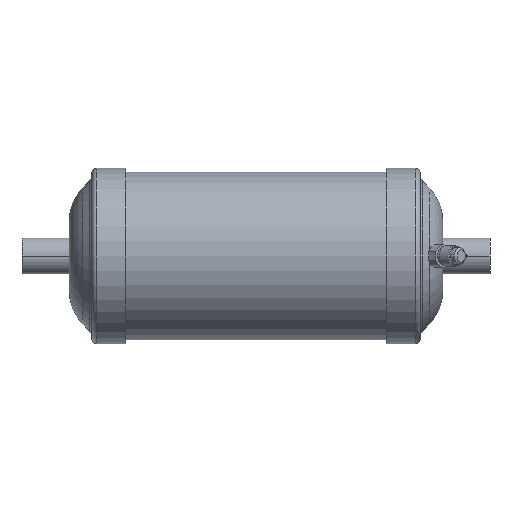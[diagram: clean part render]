
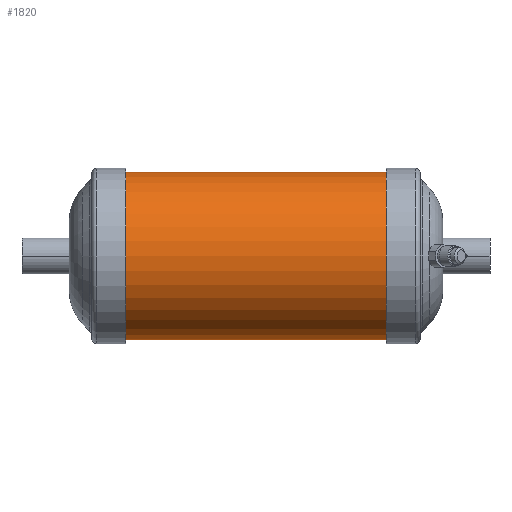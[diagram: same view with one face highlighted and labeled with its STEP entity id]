
A CAD part, front view. The second image highlights one B-rep face of the part: STEP entity #1820.
In plain terms, the highlighted cylindrical face has radius 44.45 mm (diameter 88.9 mm), a partial arc.
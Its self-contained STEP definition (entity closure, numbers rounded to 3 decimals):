
#21 = VERTEX_POINT ( 'NONE', #141 ) ;
#44 = DIRECTION ( 'NONE',  ( 0., 0., 1. ) ) ;
#129 = CIRCLE ( 'NONE', #2372, 44.45 ) ;
#141 = CARTESIAN_POINT ( 'NONE',  ( -69., 0., -44.45 ) ) ;
#190 = FACE_OUTER_BOUND ( 'NONE', #1179, .T. ) ;
#231 = CARTESIAN_POINT ( 'NONE',  ( 85.5, 0., 0. ) ) ;
#330 = EDGE_CURVE ( 'NONE', #1312, #21, #129, .T. ) ;
#362 = DIRECTION ( 'NONE',  ( 0., 0., 1. ) ) ;
#495 = DIRECTION ( 'NONE',  ( 1., 0., 0. ) ) ;
#553 = CARTESIAN_POINT ( 'NONE',  ( 85.5, 0., 44.45 ) ) ;
#560 = DIRECTION ( 'NONE',  ( 0., 0., -1. ) ) ;
#756 = ORIENTED_EDGE ( 'NONE', *, *, #2274, .T. ) ;
#785 = CARTESIAN_POINT ( 'NONE',  ( 69., 0., -44.45 ) ) ;
#931 = LINE ( 'NONE', #553, #1776 ) ;
#1002 = LINE ( 'NONE', #1536, #2286 ) ;
#1049 = DIRECTION ( 'NONE',  ( -1., 0., 0. ) ) ;
#1176 = CARTESIAN_POINT ( 'NONE',  ( -69., 0., 44.45 ) ) ;
#1177 = CIRCLE ( 'NONE', #1219, 44.45 ) ;
#1179 = EDGE_LOOP ( 'NONE', ( #1954, #1785, #756, #2308 ) ) ;
#1219 = AXIS2_PLACEMENT_3D ( 'NONE', #1375, #2155, #362 ) ;
#1225 = CYLINDRICAL_SURFACE ( 'NONE', #1722, 44.45 ) ;
#1290 = EDGE_CURVE ( 'NONE', #2514, #21, #1002, .T. ) ;
#1312 = VERTEX_POINT ( 'NONE', #1176 ) ;
#1355 = EDGE_CURVE ( 'NONE', #2514, #2389, #1177, .T. ) ;
#1375 = CARTESIAN_POINT ( 'NONE',  ( 69., 0., 0. ) ) ;
#1390 = DIRECTION ( 'NONE',  ( -1., 0., 0. ) ) ;
#1536 = CARTESIAN_POINT ( 'NONE',  ( 85.5, 0., -44.45 ) ) ;
#1690 = CARTESIAN_POINT ( 'NONE',  ( -69., 0., 0. ) ) ;
#1722 = AXIS2_PLACEMENT_3D ( 'NONE', #231, #1049, #44 ) ;
#1729 = DIRECTION ( 'NONE',  ( -1., 0., 0. ) ) ;
#1776 = VECTOR ( 'NONE', #1729, 1000. ) ;
#1785 = ORIENTED_EDGE ( 'NONE', *, *, #1355, .T. ) ;
#1820 = ADVANCED_FACE ( 'NONE', ( #190 ), #1225, .T. ) ;
#1954 = ORIENTED_EDGE ( 'NONE', *, *, #1290, .F. ) ;
#2155 = DIRECTION ( 'NONE',  ( -1., 0., 0. ) ) ;
#2274 = EDGE_CURVE ( 'NONE', #2389, #1312, #931, .T. ) ;
#2286 = VECTOR ( 'NONE', #1390, 1000. ) ;
#2295 = CARTESIAN_POINT ( 'NONE',  ( 69., 0., 44.45 ) ) ;
#2308 = ORIENTED_EDGE ( 'NONE', *, *, #330, .T. ) ;
#2372 = AXIS2_PLACEMENT_3D ( 'NONE', #1690, #495, #560 ) ;
#2389 = VERTEX_POINT ( 'NONE', #2295 ) ;
#2514 = VERTEX_POINT ( 'NONE', #785 ) ;
